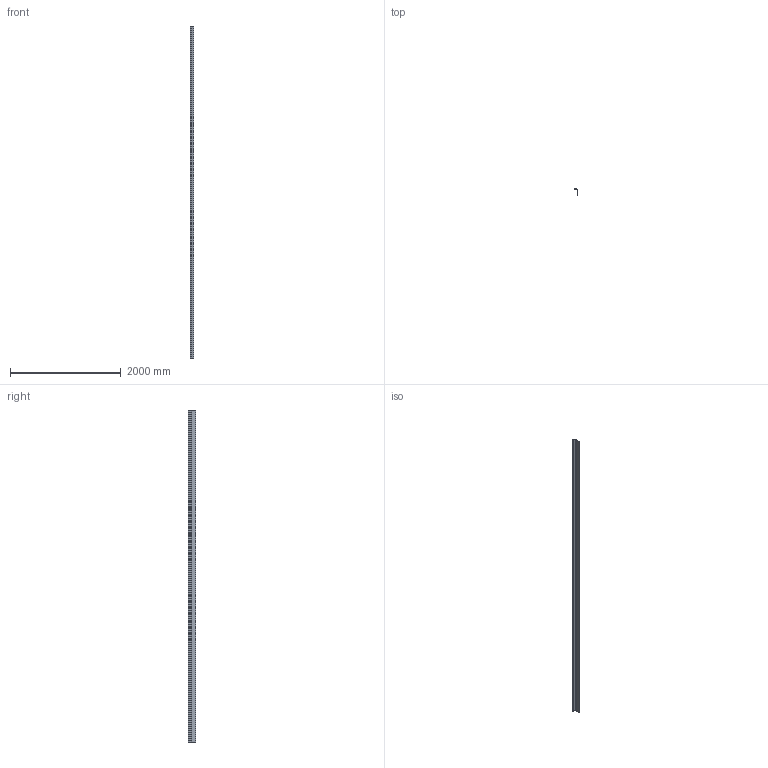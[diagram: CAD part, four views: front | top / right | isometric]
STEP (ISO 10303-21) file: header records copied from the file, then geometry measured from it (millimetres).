
FILE_DESCRIPTION(/* description */ ('Bandeau aluminium simple voie motorisé - 6 m - brut'),/* implementation_level */ '2;1');
FILE_NAME(/* name */ '11263L_600.stp',/* time_stamp */ '2022-10-21T15:11:35+02:00',/* author */ ('Giuliano'),/* organization */ (''),/* preprocessor_version */ 'ST-DEVELOPER v18.1',/* originating_system */ 'Autodesk Inventor 2021',/* authorisation */ '');
FILE_SCHEMA (('AUTOMOTIVE_DESIGN { 1 0 10303 214 3 1 1 }'));
Length unit declared in the file: millimetre
Products named in the file (1): 11263M_600
Bounding box: 65.1 x 129.29 x 6000 mm (x, y, z)
Volume: 2692676.7 mm3; surface area: 2779349.1 mm2
Topology: 1 solids, 1 shells, 70 faces, 206 edges, 138 vertices
Faces by surface type: cylinder 42, plane 27, bspline 1
Entity records: 2447 total; most frequent: CARTESIAN_POINT 466, DIRECTION 424, ORIENTED_EDGE 412, EDGE_CURVE 206, AXIS2_PLACEMENT_3D 154, VERTEX_POINT 138, LINE 116, VECTOR 116
